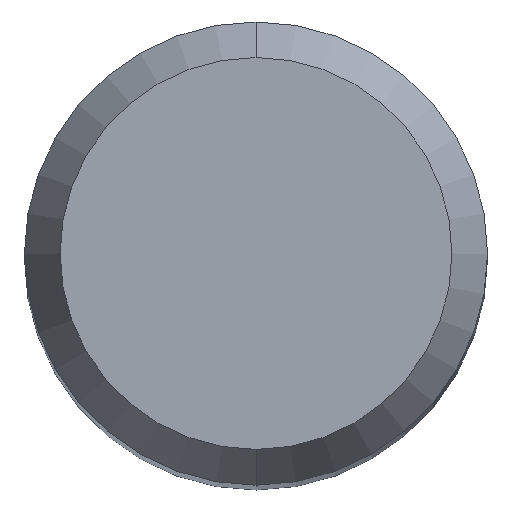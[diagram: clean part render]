
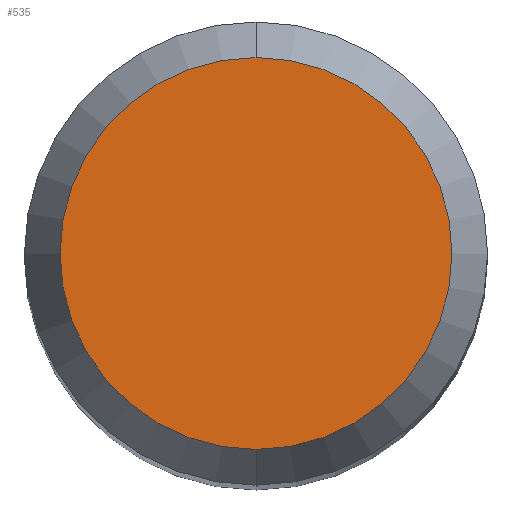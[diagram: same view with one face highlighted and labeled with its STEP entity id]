
A CAD part, top view. The second image highlights one B-rep face of the part: STEP entity #535.
In plain terms, the highlighted planar face has unit normal (0, 0, 1).
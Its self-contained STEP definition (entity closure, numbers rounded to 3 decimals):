
#527=EDGE_CURVE('',#787,#573,#1448,.T.);
#535=ADVANCED_FACE('',(#1456),#1457,.T.);
#573=VERTEX_POINT('',#1498);
#787=VERTEX_POINT('',#1730);
#1079=EDGE_CURVE('',#573,#787,#2051,.T.);
#1448=CIRCLE('',#2515,2.538);
#1456=FACE_OUTER_BOUND('',#2539,.T.);
#1457=PLANE('',#2540);
#1498=CARTESIAN_POINT('',(0.0,2.538,0.0));
#1730=CARTESIAN_POINT('',(0.,-2.538,0.0));
#2051=CIRCLE('',#5208,2.538);
#2515=AXIS2_PLACEMENT_3D('',#6765,#6766,#6767);
#2539=EDGE_LOOP('',(#6775,#6776));
#2540=AXIS2_PLACEMENT_3D('',#6777,#6778,#6779);
#5208=AXIS2_PLACEMENT_3D('',#7396,#7397,#7398);
#6765=CARTESIAN_POINT('',(0.0,0.0,0.0));
#6766=DIRECTION('',(0.0,0.0,-1.0));
#6767=DIRECTION('',(0.0,1.0,0.0));
#6775=ORIENTED_EDGE('',*,*,#1079,.F.);
#6776=ORIENTED_EDGE('',*,*,#527,.F.);
#6777=CARTESIAN_POINT('',(0.0,1.269,0.0));
#6778=DIRECTION('',(-0.0,0.0,1.0));
#6779=DIRECTION('',(0.0,-1.0,0.0));
#7396=CARTESIAN_POINT('',(0.0,0.0,0.0));
#7397=DIRECTION('',(0.0,0.0,-1.0));
#7398=DIRECTION('',(0.0,1.0,0.0));
